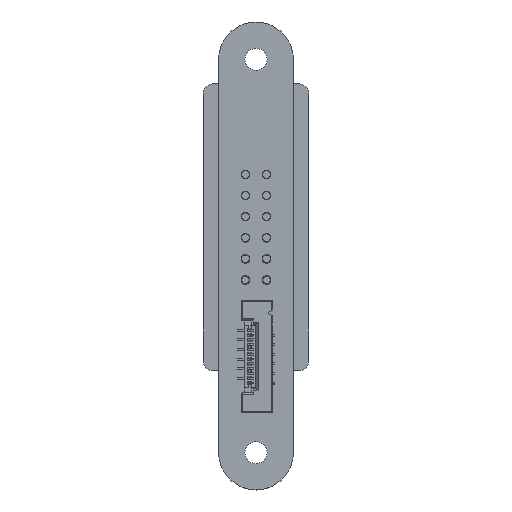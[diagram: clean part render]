
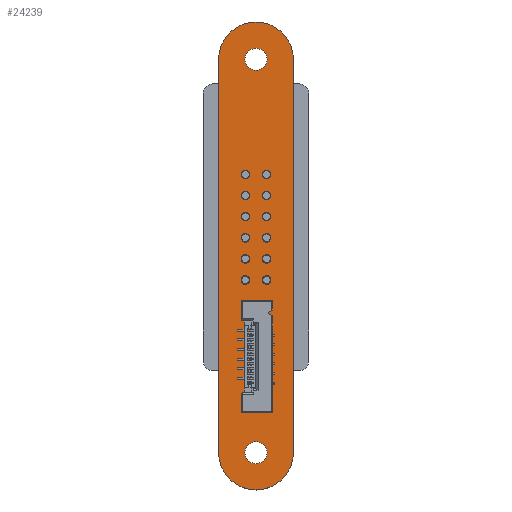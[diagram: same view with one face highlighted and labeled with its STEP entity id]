
A CAD part, top view. The second image highlights one B-rep face of the part: STEP entity #24239.
In plain terms, the highlighted planar face has unit normal (0, 0, 1).
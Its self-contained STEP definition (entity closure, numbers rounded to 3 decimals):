
#23954 = VERTEX_POINT('',#23955);
#23955 = CARTESIAN_POINT('',(-3.9,-3.91,1.6));
#23961 = EDGE_CURVE('',#23954,#23962,#23964,.T.);
#23962 = VERTEX_POINT('',#23963);
#23963 = CARTESIAN_POINT('',(3.9,-3.91,1.6));
#23964 = CIRCLE('',#23965,3.9);
#23965 = AXIS2_PLACEMENT_3D('',#23966,#23967,#23968);
#23966 = CARTESIAN_POINT('',(0.,-3.91,1.6));
#23967 = DIRECTION('',(0.,0.,-1.));
#23968 = DIRECTION('',(-1.,0.,0.));
#23996 = VERTEX_POINT('',#23997);
#23997 = CARTESIAN_POINT('',(-3.9,-44.91,1.6));
#24003 = EDGE_CURVE('',#23996,#23954,#24004,.T.);
#24004 = LINE('',#24005,#24006);
#24005 = CARTESIAN_POINT('',(-3.9,-44.91,1.6));
#24006 = VECTOR('',#24007,1.);
#24007 = DIRECTION('',(0.,1.,0.));
#24025 = EDGE_CURVE('',#23962,#24026,#24028,.T.);
#24026 = VERTEX_POINT('',#24027);
#24027 = CARTESIAN_POINT('',(3.9,-14.91,1.6));
#24028 = LINE('',#24029,#24030);
#24029 = CARTESIAN_POINT('',(3.9,-3.91,1.6));
#24030 = VECTOR('',#24031,1.);
#24031 = DIRECTION('',(0.,-1.,0.));
#24239 = ADVANCED_FACE('',(#24240,#24268,#24279,#24290,#24301,#24312,
    #24323,#24334,#24345,#24356,#24367,#24378,#24389,#24400,#24411),
  #24422,.F.);
#24240 = FACE_BOUND('',#24241,.F.);
#24241 = EDGE_LOOP('',(#24242,#24243,#24244,#24252,#24260,#24267));
#24242 = ORIENTED_EDGE('',*,*,#23961,.T.);
#24243 = ORIENTED_EDGE('',*,*,#24025,.T.);
#24244 = ORIENTED_EDGE('',*,*,#24245,.T.);
#24245 = EDGE_CURVE('',#24026,#24246,#24248,.T.);
#24246 = VERTEX_POINT('',#24247);
#24247 = CARTESIAN_POINT('',(3.9,-38.91,1.6));
#24248 = LINE('',#24249,#24250);
#24249 = CARTESIAN_POINT('',(3.9,-14.91,1.6));
#24250 = VECTOR('',#24251,1.);
#24251 = DIRECTION('',(0.,-1.,0.));
#24252 = ORIENTED_EDGE('',*,*,#24253,.T.);
#24253 = EDGE_CURVE('',#24246,#24254,#24256,.T.);
#24254 = VERTEX_POINT('',#24255);
#24255 = CARTESIAN_POINT('',(3.9,-44.91,1.6));
#24256 = LINE('',#24257,#24258);
#24257 = CARTESIAN_POINT('',(3.9,-38.91,1.6));
#24258 = VECTOR('',#24259,1.);
#24259 = DIRECTION('',(0.,-1.,0.));
#24260 = ORIENTED_EDGE('',*,*,#24261,.T.);
#24261 = EDGE_CURVE('',#24254,#23996,#24262,.T.);
#24262 = CIRCLE('',#24263,3.9);
#24263 = AXIS2_PLACEMENT_3D('',#24264,#24265,#24266);
#24264 = CARTESIAN_POINT('',(0.,-44.91,1.6));
#24265 = DIRECTION('',(0.,0.,-1.));
#24266 = DIRECTION('',(1.,0.,0.));
#24267 = ORIENTED_EDGE('',*,*,#24003,.T.);
#24268 = FACE_BOUND('',#24269,.F.);
#24269 = EDGE_LOOP('',(#24270));
#24270 = ORIENTED_EDGE('',*,*,#24271,.F.);
#24271 = EDGE_CURVE('',#24272,#24272,#24274,.T.);
#24272 = VERTEX_POINT('',#24273);
#24273 = CARTESIAN_POINT('',(1.1,-27.36,1.6));
#24274 = CIRCLE('',#24275,0.45);
#24275 = AXIS2_PLACEMENT_3D('',#24276,#24277,#24278);
#24276 = CARTESIAN_POINT('',(1.1,-26.91,1.6));
#24277 = DIRECTION('',(-0.,0.,-1.));
#24278 = DIRECTION('',(-0.,-1.,0.));
#24279 = FACE_BOUND('',#24280,.F.);
#24280 = EDGE_LOOP('',(#24281));
#24281 = ORIENTED_EDGE('',*,*,#24282,.F.);
#24282 = EDGE_CURVE('',#24283,#24283,#24285,.T.);
#24283 = VERTEX_POINT('',#24284);
#24284 = CARTESIAN_POINT('',(1.1,-25.16,1.6));
#24285 = CIRCLE('',#24286,0.45);
#24286 = AXIS2_PLACEMENT_3D('',#24287,#24288,#24289);
#24287 = CARTESIAN_POINT('',(1.1,-24.71,1.6));
#24288 = DIRECTION('',(-0.,0.,-1.));
#24289 = DIRECTION('',(-0.,-1.,0.));
#24290 = FACE_BOUND('',#24291,.F.);
#24291 = EDGE_LOOP('',(#24292));
#24292 = ORIENTED_EDGE('',*,*,#24293,.F.);
#24293 = EDGE_CURVE('',#24294,#24294,#24296,.T.);
#24294 = VERTEX_POINT('',#24295);
#24295 = CARTESIAN_POINT('',(0.,-46.06,1.6));
#24296 = CIRCLE('',#24297,1.15);
#24297 = AXIS2_PLACEMENT_3D('',#24298,#24299,#24300);
#24298 = CARTESIAN_POINT('',(0.,-44.91,1.6));
#24299 = DIRECTION('',(-0.,0.,-1.));
#24300 = DIRECTION('',(0.,-1.,-0.));
#24301 = FACE_BOUND('',#24302,.F.);
#24302 = EDGE_LOOP('',(#24303));
#24303 = ORIENTED_EDGE('',*,*,#24304,.F.);
#24304 = EDGE_CURVE('',#24305,#24305,#24307,.T.);
#24305 = VERTEX_POINT('',#24306);
#24306 = CARTESIAN_POINT('',(-1.1,-27.36,1.6));
#24307 = CIRCLE('',#24308,0.45);
#24308 = AXIS2_PLACEMENT_3D('',#24309,#24310,#24311);
#24309 = CARTESIAN_POINT('',(-1.1,-26.91,1.6));
#24310 = DIRECTION('',(-0.,0.,-1.));
#24311 = DIRECTION('',(-0.,-1.,0.));
#24312 = FACE_BOUND('',#24313,.F.);
#24313 = EDGE_LOOP('',(#24314));
#24314 = ORIENTED_EDGE('',*,*,#24315,.F.);
#24315 = EDGE_CURVE('',#24316,#24316,#24318,.T.);
#24316 = VERTEX_POINT('',#24317);
#24317 = CARTESIAN_POINT('',(-1.1,-25.16,1.6));
#24318 = CIRCLE('',#24319,0.45);
#24319 = AXIS2_PLACEMENT_3D('',#24320,#24321,#24322);
#24320 = CARTESIAN_POINT('',(-1.1,-24.71,1.6));
#24321 = DIRECTION('',(-0.,0.,-1.));
#24322 = DIRECTION('',(-0.,-1.,0.));
#24323 = FACE_BOUND('',#24324,.F.);
#24324 = EDGE_LOOP('',(#24325));
#24325 = ORIENTED_EDGE('',*,*,#24326,.F.);
#24326 = EDGE_CURVE('',#24327,#24327,#24329,.T.);
#24327 = VERTEX_POINT('',#24328);
#24328 = CARTESIAN_POINT('',(1.1,-22.96,1.6));
#24329 = CIRCLE('',#24330,0.45);
#24330 = AXIS2_PLACEMENT_3D('',#24331,#24332,#24333);
#24331 = CARTESIAN_POINT('',(1.1,-22.51,1.6));
#24332 = DIRECTION('',(-0.,0.,-1.));
#24333 = DIRECTION('',(-0.,-1.,0.));
#24334 = FACE_BOUND('',#24335,.F.);
#24335 = EDGE_LOOP('',(#24336));
#24336 = ORIENTED_EDGE('',*,*,#24337,.F.);
#24337 = EDGE_CURVE('',#24338,#24338,#24340,.T.);
#24338 = VERTEX_POINT('',#24339);
#24339 = CARTESIAN_POINT('',(1.1,-20.76,1.6));
#24340 = CIRCLE('',#24341,0.45);
#24341 = AXIS2_PLACEMENT_3D('',#24342,#24343,#24344);
#24342 = CARTESIAN_POINT('',(1.1,-20.31,1.6));
#24343 = DIRECTION('',(-0.,0.,-1.));
#24344 = DIRECTION('',(-0.,-1.,0.));
#24345 = FACE_BOUND('',#24346,.F.);
#24346 = EDGE_LOOP('',(#24347));
#24347 = ORIENTED_EDGE('',*,*,#24348,.F.);
#24348 = EDGE_CURVE('',#24349,#24349,#24351,.T.);
#24349 = VERTEX_POINT('',#24350);
#24350 = CARTESIAN_POINT('',(1.1,-18.56,1.6));
#24351 = CIRCLE('',#24352,0.45);
#24352 = AXIS2_PLACEMENT_3D('',#24353,#24354,#24355);
#24353 = CARTESIAN_POINT('',(1.1,-18.11,1.6));
#24354 = DIRECTION('',(-0.,0.,-1.));
#24355 = DIRECTION('',(-0.,-1.,0.));
#24356 = FACE_BOUND('',#24357,.F.);
#24357 = EDGE_LOOP('',(#24358));
#24358 = ORIENTED_EDGE('',*,*,#24359,.F.);
#24359 = EDGE_CURVE('',#24360,#24360,#24362,.T.);
#24360 = VERTEX_POINT('',#24361);
#24361 = CARTESIAN_POINT('',(1.1,-16.36,1.6));
#24362 = CIRCLE('',#24363,0.45);
#24363 = AXIS2_PLACEMENT_3D('',#24364,#24365,#24366);
#24364 = CARTESIAN_POINT('',(1.1,-15.91,1.6));
#24365 = DIRECTION('',(-0.,0.,-1.));
#24366 = DIRECTION('',(-0.,-1.,0.));
#24367 = FACE_BOUND('',#24368,.F.);
#24368 = EDGE_LOOP('',(#24369));
#24369 = ORIENTED_EDGE('',*,*,#24370,.F.);
#24370 = EDGE_CURVE('',#24371,#24371,#24373,.T.);
#24371 = VERTEX_POINT('',#24372);
#24372 = CARTESIAN_POINT('',(-1.1,-22.96,1.6));
#24373 = CIRCLE('',#24374,0.45);
#24374 = AXIS2_PLACEMENT_3D('',#24375,#24376,#24377);
#24375 = CARTESIAN_POINT('',(-1.1,-22.51,1.6));
#24376 = DIRECTION('',(-0.,0.,-1.));
#24377 = DIRECTION('',(-0.,-1.,0.));
#24378 = FACE_BOUND('',#24379,.F.);
#24379 = EDGE_LOOP('',(#24380));
#24380 = ORIENTED_EDGE('',*,*,#24381,.F.);
#24381 = EDGE_CURVE('',#24382,#24382,#24384,.T.);
#24382 = VERTEX_POINT('',#24383);
#24383 = CARTESIAN_POINT('',(-1.1,-20.76,1.6));
#24384 = CIRCLE('',#24385,0.45);
#24385 = AXIS2_PLACEMENT_3D('',#24386,#24387,#24388);
#24386 = CARTESIAN_POINT('',(-1.1,-20.31,1.6));
#24387 = DIRECTION('',(-0.,0.,-1.));
#24388 = DIRECTION('',(-0.,-1.,0.));
#24389 = FACE_BOUND('',#24390,.F.);
#24390 = EDGE_LOOP('',(#24391));
#24391 = ORIENTED_EDGE('',*,*,#24392,.F.);
#24392 = EDGE_CURVE('',#24393,#24393,#24395,.T.);
#24393 = VERTEX_POINT('',#24394);
#24394 = CARTESIAN_POINT('',(-1.1,-18.56,1.6));
#24395 = CIRCLE('',#24396,0.45);
#24396 = AXIS2_PLACEMENT_3D('',#24397,#24398,#24399);
#24397 = CARTESIAN_POINT('',(-1.1,-18.11,1.6));
#24398 = DIRECTION('',(-0.,0.,-1.));
#24399 = DIRECTION('',(-0.,-1.,0.));
#24400 = FACE_BOUND('',#24401,.F.);
#24401 = EDGE_LOOP('',(#24402));
#24402 = ORIENTED_EDGE('',*,*,#24403,.F.);
#24403 = EDGE_CURVE('',#24404,#24404,#24406,.T.);
#24404 = VERTEX_POINT('',#24405);
#24405 = CARTESIAN_POINT('',(-1.1,-16.36,1.6));
#24406 = CIRCLE('',#24407,0.45);
#24407 = AXIS2_PLACEMENT_3D('',#24408,#24409,#24410);
#24408 = CARTESIAN_POINT('',(-1.1,-15.91,1.6));
#24409 = DIRECTION('',(-0.,0.,-1.));
#24410 = DIRECTION('',(-0.,-1.,0.));
#24411 = FACE_BOUND('',#24412,.F.);
#24412 = EDGE_LOOP('',(#24413));
#24413 = ORIENTED_EDGE('',*,*,#24414,.F.);
#24414 = EDGE_CURVE('',#24415,#24415,#24417,.T.);
#24415 = VERTEX_POINT('',#24416);
#24416 = CARTESIAN_POINT('',(0.,-5.06,1.6));
#24417 = CIRCLE('',#24418,1.15);
#24418 = AXIS2_PLACEMENT_3D('',#24419,#24420,#24421);
#24419 = CARTESIAN_POINT('',(0.,-3.91,1.6));
#24420 = DIRECTION('',(-0.,0.,-1.));
#24421 = DIRECTION('',(0.,-1.,-0.));
#24422 = PLANE('',#24423);
#24423 = AXIS2_PLACEMENT_3D('',#24424,#24425,#24426);
#24424 = CARTESIAN_POINT('',(0.,-24.41,1.6));
#24425 = DIRECTION('',(-0.,-0.,-1.));
#24426 = DIRECTION('',(-1.,0.,0.));
